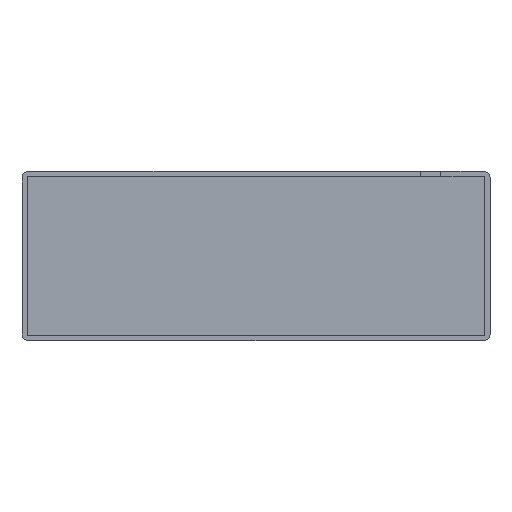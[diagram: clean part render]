
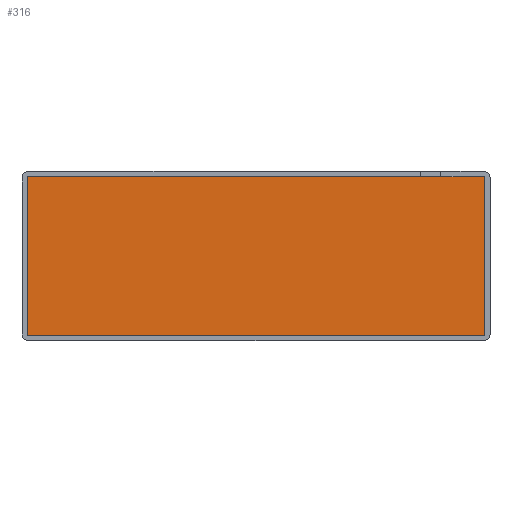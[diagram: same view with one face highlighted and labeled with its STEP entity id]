
A CAD part, top view. The second image highlights one B-rep face of the part: STEP entity #316.
In plain terms, the highlighted planar face has unit normal (0, 0, 1).
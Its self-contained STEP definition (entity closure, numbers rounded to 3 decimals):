
#14 = CARTESIAN_POINT ( 'NONE',  ( 170., 59., 5. ) ) ;
#41 = ORIENTED_EDGE ( 'NONE', *, *, #473, .T. ) ;
#45 = CARTESIAN_POINT ( 'NONE',  ( 170., 59., 5. ) ) ;
#48 = VECTOR ( 'NONE', #50, 1000. ) ;
#50 = DIRECTION ( 'NONE',  ( -1., 0., 0. ) ) ;
#71 = CARTESIAN_POINT ( 'NONE',  ( -170., 59., 5. ) ) ;
#98 = PLANE ( 'NONE',  #262 ) ;
#101 = CARTESIAN_POINT ( 'NONE',  ( 0., 0., 5. ) ) ;
#124 = LINE ( 'NONE', #436, #421 ) ;
#136 = EDGE_CURVE ( 'NONE', #364, #244, #256, .T. ) ;
#139 = LINE ( 'NONE', #14, #496 ) ;
#160 = DIRECTION ( 'NONE',  ( -1., 0., 0. ) ) ;
#179 = CARTESIAN_POINT ( 'NONE',  ( -170., -59., 5. ) ) ;
#244 = VERTEX_POINT ( 'NONE', #515 ) ;
#251 = DIRECTION ( 'NONE',  ( 0., 1., 0. ) ) ;
#256 = LINE ( 'NONE', #260, #571 ) ;
#260 = CARTESIAN_POINT ( 'NONE',  ( 170., -59., 5. ) ) ;
#262 = AXIS2_PLACEMENT_3D ( 'NONE', #101, #574, #160 ) ;
#290 = ORIENTED_EDGE ( 'NONE', *, *, #136, .T. ) ;
#300 = ORIENTED_EDGE ( 'NONE', *, *, #369, .T. ) ;
#303 = VERTEX_POINT ( 'NONE', #624 ) ;
#316 = ADVANCED_FACE ( 'NONE', ( #689 ), #98, .F. ) ;
#364 = VERTEX_POINT ( 'NONE', #179 ) ;
#369 = EDGE_CURVE ( 'NONE', #303, #739, #458, .T. ) ;
#421 = VECTOR ( 'NONE', #731, 1000. ) ;
#436 = CARTESIAN_POINT ( 'NONE',  ( -170., 59., 5. ) ) ;
#458 = LINE ( 'NONE', #45, #48 ) ;
#473 = EDGE_CURVE ( 'NONE', #739, #364, #124, .T. ) ;
#489 = EDGE_CURVE ( 'NONE', #244, #303, #139, .T. ) ;
#495 = DIRECTION ( 'NONE',  ( 1., 0., 0. ) ) ;
#496 = VECTOR ( 'NONE', #251, 1000. ) ;
#515 = CARTESIAN_POINT ( 'NONE',  ( 170., -59., 5. ) ) ;
#520 = EDGE_LOOP ( 'NONE', ( #41, #290, #728, #300 ) ) ;
#571 = VECTOR ( 'NONE', #495, 1000. ) ;
#574 = DIRECTION ( 'NONE',  ( 0., 0., -1. ) ) ;
#624 = CARTESIAN_POINT ( 'NONE',  ( 170., 59., 5. ) ) ;
#689 = FACE_OUTER_BOUND ( 'NONE', #520, .T. ) ;
#728 = ORIENTED_EDGE ( 'NONE', *, *, #489, .T. ) ;
#731 = DIRECTION ( 'NONE',  ( 0., -1., 0. ) ) ;
#739 = VERTEX_POINT ( 'NONE', #71 ) ;
